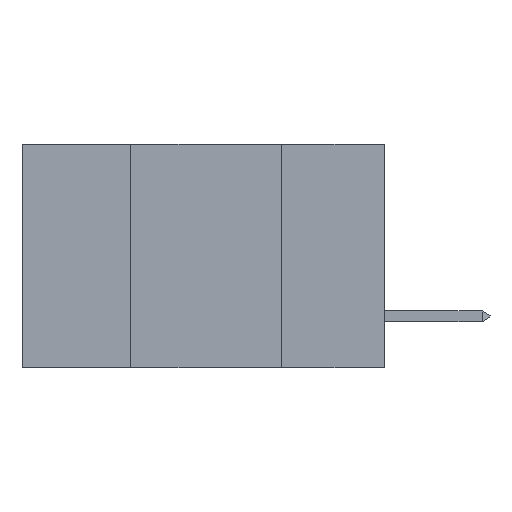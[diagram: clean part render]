
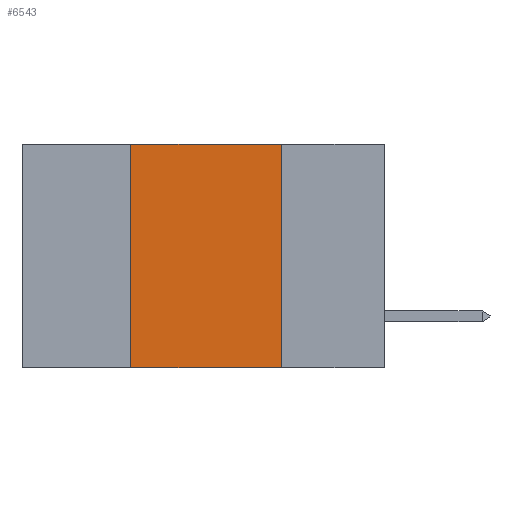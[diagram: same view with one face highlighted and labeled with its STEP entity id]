
A CAD part, left-side view. The second image highlights one B-rep face of the part: STEP entity #6543.
In plain terms, the highlighted planar face has unit normal (-1, 0, 0).
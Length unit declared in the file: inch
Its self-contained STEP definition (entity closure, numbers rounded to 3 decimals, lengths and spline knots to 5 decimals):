
#2668 = VERTEX_POINT ( 'NONE', #18069 ) ;
#4366 = ORIENTED_EDGE ( 'NONE', *, *, #24377, .F. ) ;
#4824 = VECTOR ( 'NONE', #18761, 39.37008 ) ;
#5075 = CARTESIAN_POINT ( 'NONE',  ( 0., 0.42, 0. ) ) ;
#5466 = PLANE ( 'NONE',  #17004 ) ;
#6543 = ADVANCED_FACE ( 'NONE', ( #9941 ), #5466, .F. ) ;
#7436 = DIRECTION ( 'NONE',  ( 0., 0., -1. ) ) ;
#8704 = EDGE_CURVE ( 'NONE', #19309, #9679, #13571, .T. ) ;
#8748 = LINE ( 'NONE', #5075, #14293 ) ;
#8987 = EDGE_CURVE ( 'NONE', #2668, #9679, #20982, .T. ) ;
#9679 = VERTEX_POINT ( 'NONE', #20159 ) ;
#9808 = DIRECTION ( 'NONE',  ( 1., 0., 0. ) ) ;
#9941 = FACE_OUTER_BOUND ( 'NONE', #15531, .T. ) ;
#10379 = CARTESIAN_POINT ( 'NONE',  ( 0., 0.17, 0. ) ) ;
#12970 = DIRECTION ( 'NONE',  ( 0., 0., 1. ) ) ;
#13344 = CARTESIAN_POINT ( 'NONE',  ( 0., 0.42, 0. ) ) ;
#13455 = EDGE_CURVE ( 'NONE', #22449, #19309, #23636, .T. ) ;
#13571 = LINE ( 'NONE', #21779, #19971 ) ;
#13702 = CARTESIAN_POINT ( 'NONE',  ( 0., 0.6, 0. ) ) ;
#13900 = ORIENTED_EDGE ( 'NONE', *, *, #8704, .F. ) ;
#14293 = VECTOR ( 'NONE', #12970, 39.37008 ) ;
#15027 = ORIENTED_EDGE ( 'NONE', *, *, #13455, .F. ) ;
#15531 = EDGE_LOOP ( 'NONE', ( #13900, #15027, #4366, #21241 ) ) ;
#17004 = AXIS2_PLACEMENT_3D ( 'NONE', #18011, #9808, #7436 ) ;
#17182 = VECTOR ( 'NONE', #21656, 39.37008 ) ;
#18011 = CARTESIAN_POINT ( 'NONE',  ( 0., 0.6, 0. ) ) ;
#18069 = CARTESIAN_POINT ( 'NONE',  ( 0., 0.42, -0.37 ) ) ;
#18761 = DIRECTION ( 'NONE',  ( 0., -1., 0. ) ) ;
#19027 = CARTESIAN_POINT ( 'NONE',  ( 0., 0.6, -0.37 ) ) ;
#19309 = VERTEX_POINT ( 'NONE', #10379 ) ;
#19971 = VECTOR ( 'NONE', #21649, 39.37008 ) ;
#20159 = CARTESIAN_POINT ( 'NONE',  ( 0., 0.17, -0.37 ) ) ;
#20982 = LINE ( 'NONE', #19027, #4824 ) ;
#21241 = ORIENTED_EDGE ( 'NONE', *, *, #8987, .T. ) ;
#21649 = DIRECTION ( 'NONE',  ( 0., 0., -1. ) ) ;
#21656 = DIRECTION ( 'NONE',  ( 0., -1., 0. ) ) ;
#21779 = CARTESIAN_POINT ( 'NONE',  ( 0., 0.17, 0. ) ) ;
#22449 = VERTEX_POINT ( 'NONE', #13344 ) ;
#23636 = LINE ( 'NONE', #13702, #17182 ) ;
#24377 = EDGE_CURVE ( 'NONE', #2668, #22449, #8748, .T. ) ;
